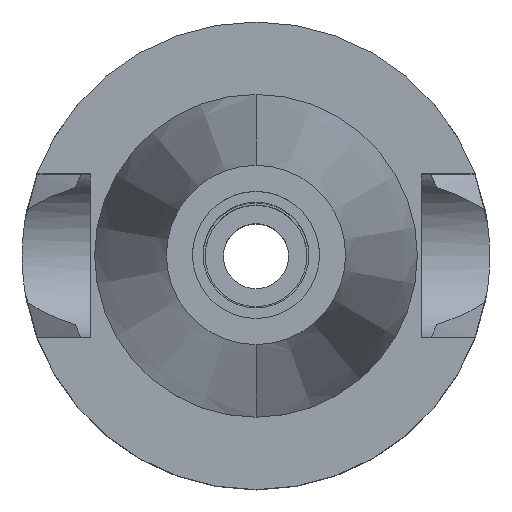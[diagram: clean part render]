
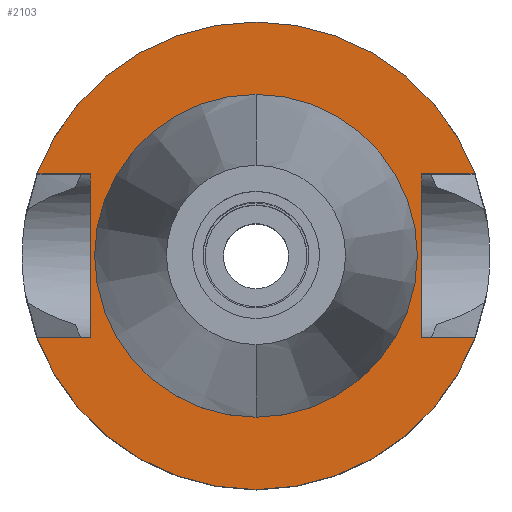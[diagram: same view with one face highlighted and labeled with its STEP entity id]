
A CAD part, top view. The second image highlights one B-rep face of the part: STEP entity #2103.
In plain terms, the highlighted planar face has unit normal (0, 0, 1).
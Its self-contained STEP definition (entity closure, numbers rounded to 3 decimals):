
#22 = EDGE_CURVE ( 'NONE', #1808, #1442, #2105, .T. ) ;
#63 = LINE ( 'NONE', #1430, #1229 ) ;
#76 = VERTEX_POINT ( 'NONE', #2739 ) ;
#87 = DIRECTION ( 'NONE',  ( 0., 0., 1. ) ) ;
#88 = CIRCLE ( 'NONE', #2892, 23. ) ;
#128 = ORIENTED_EDGE ( 'NONE', *, *, #22, .T. ) ;
#140 = CARTESIAN_POINT ( 'NONE',  ( 0., -15.875, -1. ) ) ;
#166 = EDGE_CURVE ( 'NONE', #1808, #76, #1279, .T. ) ;
#177 = DIRECTION ( 'NONE',  ( 0., 0., -1. ) ) ;
#207 = DIRECTION ( 'NONE',  ( -1., 0., 0. ) ) ;
#370 = EDGE_CURVE ( 'NONE', #2447, #1122, #63, .T. ) ;
#415 = CARTESIAN_POINT ( 'NONE',  ( 21.545, -8.05, -1. ) ) ;
#463 = CARTESIAN_POINT ( 'NONE',  ( -21.545, 8.05, -1. ) ) ;
#481 = CARTESIAN_POINT ( 'NONE',  ( -21.545, -8.05, -1. ) ) ;
#497 = ORIENTED_EDGE ( 'NONE', *, *, #1636, .F. ) ;
#533 = ORIENTED_EDGE ( 'NONE', *, *, #166, .F. ) ;
#582 = EDGE_CURVE ( 'NONE', #76, #2447, #1024, .T. ) ;
#586 = EDGE_CURVE ( 'NONE', #2430, #3048, #88, .T. ) ;
#641 = DIRECTION ( 'NONE',  ( 0., 0., -1. ) ) ;
#762 = EDGE_CURVE ( 'NONE', #2430, #1122, #1613, .T. ) ;
#772 = DIRECTION ( 'NONE',  ( 0., -1., 0. ) ) ;
#831 = CARTESIAN_POINT ( 'NONE',  ( 16.3, -8.05, -1. ) ) ;
#832 = FACE_BOUND ( 'NONE', #949, .T. ) ;
#933 = CARTESIAN_POINT ( 'NONE',  ( -21.545, -8.05, -1. ) ) ;
#949 = EDGE_LOOP ( 'NONE', ( #1631, #497 ) ) ;
#967 = CARTESIAN_POINT ( 'NONE',  ( 0., 0., -1. ) ) ;
#1024 = LINE ( 'NONE', #1277, #2218 ) ;
#1082 = LINE ( 'NONE', #1580, #1943 ) ;
#1100 = DIRECTION ( 'NONE',  ( 0., -1., 0. ) ) ;
#1122 = VERTEX_POINT ( 'NONE', #831 ) ;
#1134 = DIRECTION ( 'NONE',  ( 0., -1., 0. ) ) ;
#1153 = CARTESIAN_POINT ( 'NONE',  ( 0., 0., -1. ) ) ;
#1229 = VECTOR ( 'NONE', #772, 1000. ) ;
#1277 = CARTESIAN_POINT ( 'NONE',  ( 21.545, 8.05, -1. ) ) ;
#1278 = ORIENTED_EDGE ( 'NONE', *, *, #762, .T. ) ;
#1279 = CIRCLE ( 'NONE', #1686, 23. ) ;
#1355 = AXIS2_PLACEMENT_3D ( 'NONE', #1499, #87, #1531 ) ;
#1377 = DIRECTION ( 'NONE',  ( -1., 0., 0. ) ) ;
#1430 = CARTESIAN_POINT ( 'NONE',  ( 16.3, 8.05, -1. ) ) ;
#1442 = VERTEX_POINT ( 'NONE', #2600 ) ;
#1460 = ORIENTED_EDGE ( 'NONE', *, *, #586, .F. ) ;
#1467 = EDGE_CURVE ( 'NONE', #3048, #2505, #3036, .T. ) ;
#1494 = DIRECTION ( 'NONE',  ( 0., -1., 0. ) ) ;
#1499 = CARTESIAN_POINT ( 'NONE',  ( 0., 0., -1. ) ) ;
#1531 = DIRECTION ( 'NONE',  ( 0., 1., 0. ) ) ;
#1551 = EDGE_LOOP ( 'NONE', ( #2802, #1460, #1278, #2152, #2158, #533, #128, #1710 ) ) ;
#1580 = CARTESIAN_POINT ( 'NONE',  ( -16.3, -8.05, -1. ) ) ;
#1583 = CARTESIAN_POINT ( 'NONE',  ( -21.545, 8.05, -1. ) ) ;
#1613 = LINE ( 'NONE', #415, #2842 ) ;
#1625 = CARTESIAN_POINT ( 'NONE',  ( 0., 0., -1. ) ) ;
#1631 = ORIENTED_EDGE ( 'NONE', *, *, #2374, .F. ) ;
#1636 = EDGE_CURVE ( 'NONE', #1694, #2636, #2651, .T. ) ;
#1660 = DIRECTION ( 'NONE',  ( 1., 0., 0. ) ) ;
#1686 = AXIS2_PLACEMENT_3D ( 'NONE', #967, #1940, #2860 ) ;
#1694 = VERTEX_POINT ( 'NONE', #140 ) ;
#1710 = ORIENTED_EDGE ( 'NONE', *, *, #2083, .F. ) ;
#1804 = DIRECTION ( 'NONE',  ( 0., 1., 0. ) ) ;
#1808 = VERTEX_POINT ( 'NONE', #1583 ) ;
#1835 = VECTOR ( 'NONE', #2097, 1000. ) ;
#1940 = DIRECTION ( 'NONE',  ( 0., 0., -1. ) ) ;
#1943 = VECTOR ( 'NONE', #1804, 1000. ) ;
#1972 = CARTESIAN_POINT ( 'NONE',  ( 0., 15.875, -1. ) ) ;
#2029 = CARTESIAN_POINT ( 'NONE',  ( 16.3, 8.05, -1. ) ) ;
#2083 = EDGE_CURVE ( 'NONE', #2505, #1442, #1082, .T. ) ;
#2097 = DIRECTION ( 'NONE',  ( 1., 0., 0. ) ) ;
#2103 = ADVANCED_FACE ( 'NONE', ( #2305, #832 ), #2704, .F. ) ;
#2105 = LINE ( 'NONE', #463, #2736 ) ;
#2135 = AXIS2_PLACEMENT_3D ( 'NONE', #2838, #2709, #1494 ) ;
#2152 = ORIENTED_EDGE ( 'NONE', *, *, #370, .F. ) ;
#2158 = ORIENTED_EDGE ( 'NONE', *, *, #582, .F. ) ;
#2218 = VECTOR ( 'NONE', #207, 1000. ) ;
#2305 = FACE_OUTER_BOUND ( 'NONE', #1551, .T. ) ;
#2328 = AXIS2_PLACEMENT_3D ( 'NONE', #1625, #641, #1134 ) ;
#2374 = EDGE_CURVE ( 'NONE', #2636, #1694, #2473, .T. ) ;
#2430 = VERTEX_POINT ( 'NONE', #2951 ) ;
#2447 = VERTEX_POINT ( 'NONE', #2029 ) ;
#2473 = CIRCLE ( 'NONE', #1355, 15.875 ) ;
#2505 = VERTEX_POINT ( 'NONE', #2821 ) ;
#2600 = CARTESIAN_POINT ( 'NONE',  ( -16.3, 8.05, -1. ) ) ;
#2636 = VERTEX_POINT ( 'NONE', #1972 ) ;
#2651 = CIRCLE ( 'NONE', #2135, 15.875 ) ;
#2704 = PLANE ( 'NONE',  #2328 ) ;
#2709 = DIRECTION ( 'NONE',  ( 0., 0., 1. ) ) ;
#2736 = VECTOR ( 'NONE', #1660, 1000. ) ;
#2739 = CARTESIAN_POINT ( 'NONE',  ( 21.545, 8.05, -1. ) ) ;
#2802 = ORIENTED_EDGE ( 'NONE', *, *, #1467, .F. ) ;
#2821 = CARTESIAN_POINT ( 'NONE',  ( -16.3, -8.05, -1. ) ) ;
#2838 = CARTESIAN_POINT ( 'NONE',  ( 0., 0., -1. ) ) ;
#2842 = VECTOR ( 'NONE', #1377, 1000. ) ;
#2860 = DIRECTION ( 'NONE',  ( -0.937, 0.35, 0. ) ) ;
#2892 = AXIS2_PLACEMENT_3D ( 'NONE', #1153, #177, #1100 ) ;
#2951 = CARTESIAN_POINT ( 'NONE',  ( 21.545, -8.05, -1. ) ) ;
#3036 = LINE ( 'NONE', #481, #1835 ) ;
#3048 = VERTEX_POINT ( 'NONE', #933 ) ;
